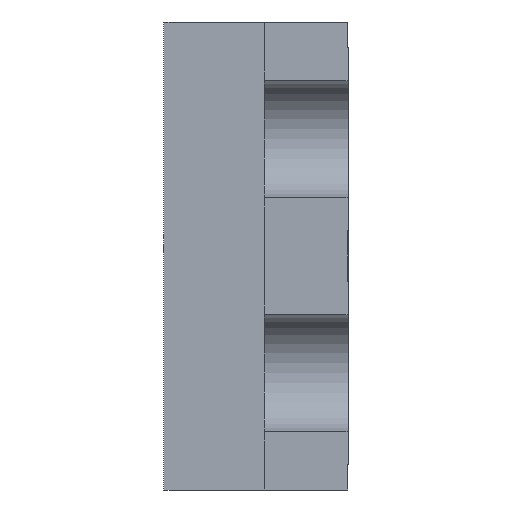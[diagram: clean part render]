
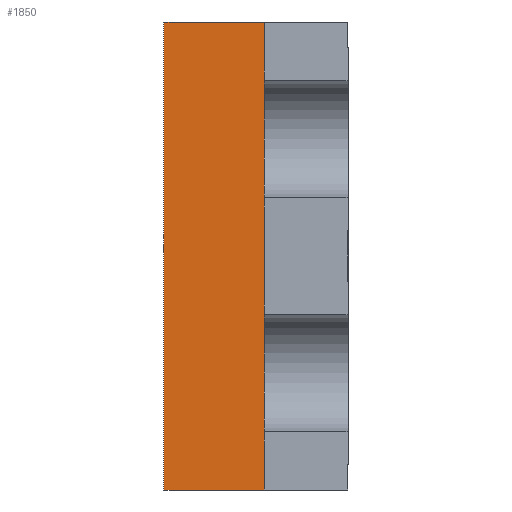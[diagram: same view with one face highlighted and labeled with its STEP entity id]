
A CAD part, left-side view. The second image highlights one B-rep face of the part: STEP entity #1850.
In plain terms, the highlighted planar face has unit normal (-1, 0, 0).
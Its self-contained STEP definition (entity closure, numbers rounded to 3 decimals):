
#52 = VECTOR ( 'NONE', #1111, 1000. ) ;
#84 = EDGE_CURVE ( 'NONE', #918, #245, #645, .T. ) ;
#141 = CARTESIAN_POINT ( 'NONE',  ( -1., 0.5, 1.4 ) ) ;
#142 = CARTESIAN_POINT ( 'NONE',  ( -1., 0.5, 1.4 ) ) ;
#150 = EDGE_CURVE ( 'NONE', #245, #1741, #545, .T. ) ;
#245 = VERTEX_POINT ( 'NONE', #993 ) ;
#257 = CARTESIAN_POINT ( 'NONE',  ( -1., 1.1, 1.4 ) ) ;
#265 = ORIENTED_EDGE ( 'NONE', *, *, #849, .T. ) ;
#298 = ORIENTED_EDGE ( 'NONE', *, *, #84, .F. ) ;
#331 = ORIENTED_EDGE ( 'NONE', *, *, #434, .T. ) ;
#333 = VECTOR ( 'NONE', #430, 1000. ) ;
#370 = CARTESIAN_POINT ( 'NONE',  ( -1., 1.1, -1.4 ) ) ;
#430 = DIRECTION ( 'NONE',  ( 0., 0., 1. ) ) ;
#434 = EDGE_CURVE ( 'NONE', #918, #1557, #1367, .T. ) ;
#453 = DIRECTION ( 'NONE',  ( 0., 0., -1. ) ) ;
#545 = LINE ( 'NONE', #257, #52 ) ;
#582 = DIRECTION ( 'NONE',  ( 1., 0., 0. ) ) ;
#629 = AXIS2_PLACEMENT_3D ( 'NONE', #861, #582, #453 ) ;
#645 = LINE ( 'NONE', #1236, #990 ) ;
#770 = DIRECTION ( 'NONE',  ( 0., -1., 0. ) ) ;
#849 = EDGE_CURVE ( 'NONE', #1557, #1741, #1264, .T. ) ;
#861 = CARTESIAN_POINT ( 'NONE',  ( -1., 1.1, 1.4 ) ) ;
#918 = VERTEX_POINT ( 'NONE', #1866 ) ;
#990 = VECTOR ( 'NONE', #1818, 1000. ) ;
#993 = CARTESIAN_POINT ( 'NONE',  ( -1., 1.1, 1.4 ) ) ;
#1111 = DIRECTION ( 'NONE',  ( 0., -1., 0. ) ) ;
#1156 = FACE_OUTER_BOUND ( 'NONE', #1828, .T. ) ;
#1200 = CARTESIAN_POINT ( 'NONE',  ( -1., 0.5, -1.4 ) ) ;
#1233 = ORIENTED_EDGE ( 'NONE', *, *, #150, .F. ) ;
#1236 = CARTESIAN_POINT ( 'NONE',  ( -1., 1.1, 1.4 ) ) ;
#1264 = LINE ( 'NONE', #141, #333 ) ;
#1367 = LINE ( 'NONE', #370, #1796 ) ;
#1487 = PLANE ( 'NONE',  #629 ) ;
#1557 = VERTEX_POINT ( 'NONE', #1200 ) ;
#1741 = VERTEX_POINT ( 'NONE', #142 ) ;
#1796 = VECTOR ( 'NONE', #770, 1000. ) ;
#1818 = DIRECTION ( 'NONE',  ( 0., 0., 1. ) ) ;
#1828 = EDGE_LOOP ( 'NONE', ( #265, #1233, #298, #331 ) ) ;
#1850 = ADVANCED_FACE ( 'NONE', ( #1156 ), #1487, .F. ) ;
#1866 = CARTESIAN_POINT ( 'NONE',  ( -1., 1.1, -1.4 ) ) ;
